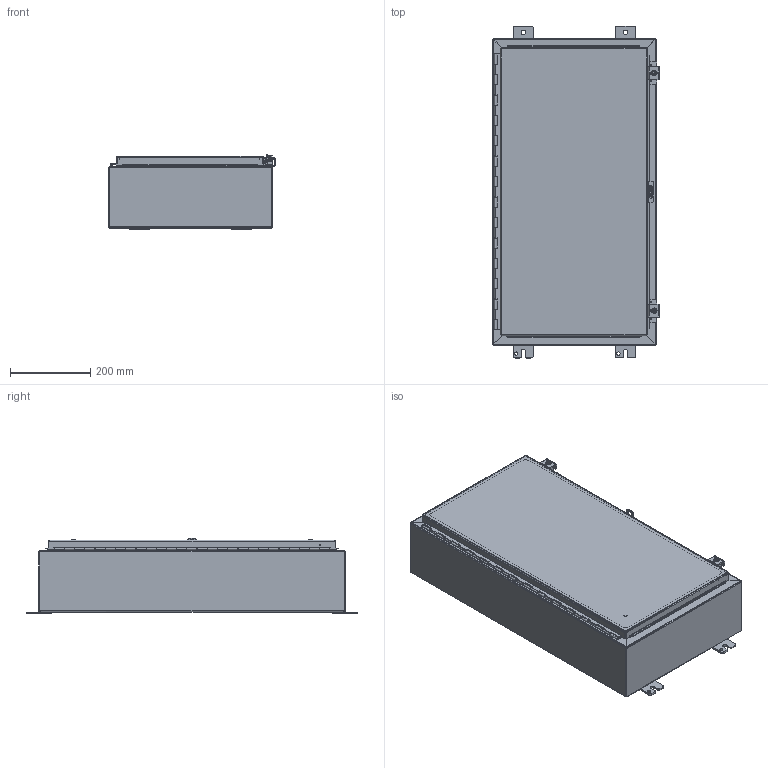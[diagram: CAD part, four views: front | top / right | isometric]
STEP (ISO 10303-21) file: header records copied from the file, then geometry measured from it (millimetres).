
FILE_DESCRIPTION((''),'2;1');
FILE_NAME('N12301606.stp','2012-02-20T15:35:50',('dnichola'),(''),'Autodesk Inventor 2012','Autodesk Inventor 2012','');
FILE_SCHEMA(('AUTOMOTIVE_DESIGN { 1 0 10303 214 1 1 1 1 }'));
Length unit declared in the file: inch
Products named in the file (19): N12301606; 34840; 38420; N12301606BKP; 32911; 28x14; 38846; N123016LID; 328106; 328106T; 328106L; 328106P-1; 388116; HFW30825; HFW30825-1; HFW30825-2; HFW30825-3; HFW30825-4; 30817
Assembly tree (26 placements, depth 3):
  N12301606
    34840  x4
    38420
    N12301606BKP
    32911
    28x14
    38846
    N123016LID
    328106
      328106T
      328106L
      328106P-1
    388116  x4
    HFW30825  x2
      HFW30825-1
      HFW30825-2
      HFW30825-3
      HFW30825-4
    30817  x2
Bounding box: 414.29 x 825.5 x 188.22 mm (x, y, z)
Volume: 2345915.2 mm3; surface area: 2403775.9 mm2
Topology: 27 solids, 27 shells, 1033 faces, 2557 edges, 1634 vertices
Faces by surface type: plane 566, cylinder 350, bspline 71, torus 24, sphere 12, cone 10
Full cylindrical faces by diameter (mm): 2.794 x14, 2.921 x2, 3.048 x25, 3.967 x1, 5.359 x2, 6.35 x3, 7.137 x2, 7.95 x4, 8.382 x8, 8.56 x1, 8.89 x2, 11.125 x4, 12.7 x3, 13.208 x2, 15.875 x4
Entity records: 27889 total; most frequent: CARTESIAN_POINT 7095, DIRECTION 4097, ORIENTED_EDGE 3958, EDGE_CURVE 1979, AXIS2_PLACEMENT_3D 1402, VERTEX_POINT 1300, VECTOR 1293, LINE 1293
